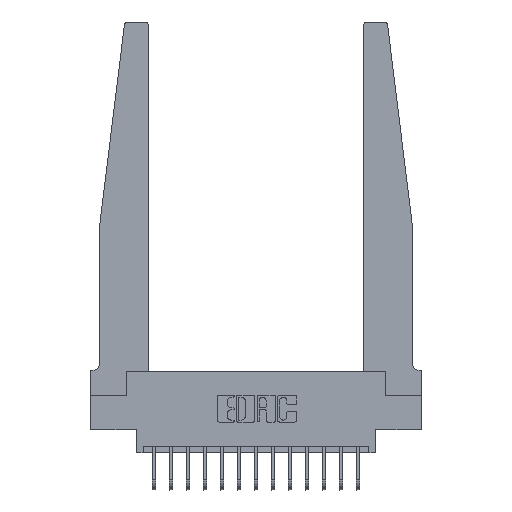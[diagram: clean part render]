
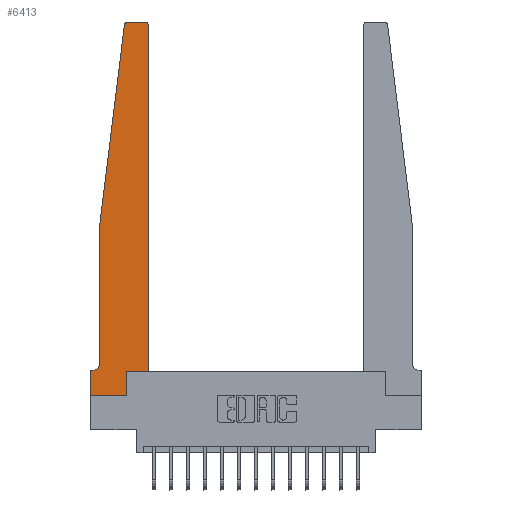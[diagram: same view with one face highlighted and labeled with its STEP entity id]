
A CAD part, top view. The second image highlights one B-rep face of the part: STEP entity #6413.
In plain terms, the highlighted planar face has unit normal (0, 0, 1).
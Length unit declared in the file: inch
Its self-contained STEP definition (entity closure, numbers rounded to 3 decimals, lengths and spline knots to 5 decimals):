
#427 = DIRECTION ( 'NONE',  ( -1., 0., 0. ) ) ;
#513 = CARTESIAN_POINT ( 'NONE',  ( 0.065, 0.1875, 0.37 ) ) ;
#515 = DIRECTION ( 'NONE',  ( 0., 0., 1. ) ) ;
#759 = CARTESIAN_POINT ( 'NONE',  ( 0.065, 1.25, 0.37 ) ) ;
#812 = CARTESIAN_POINT ( 'NONE',  ( 0.2605, 0.18, 0.37 ) ) ;
#879 = CARTESIAN_POINT ( 'NONE',  ( 0.27653, 2.75, 0.37 ) ) ;
#1165 = AXIS2_PLACEMENT_3D ( 'NONE', #4820, #515, #14006 ) ;
#1327 = CARTESIAN_POINT ( 'NONE',  ( 0.425, 0.18, 0.37 ) ) ;
#1476 = DIRECTION ( 'NONE',  ( 0., 0., 1. ) ) ;
#1558 = ORIENTED_EDGE ( 'NONE', *, *, #10888, .T. ) ;
#2055 = CARTESIAN_POINT ( 'NONE',  ( 0.27653, 2.72, 0.37 ) ) ;
#2224 = DIRECTION ( 'NONE',  ( 1., 0., 0. ) ) ;
#2333 = ORIENTED_EDGE ( 'NONE', *, *, #8801, .T. ) ;
#2776 = ORIENTED_EDGE ( 'NONE', *, *, #5880, .T. ) ;
#2811 = VECTOR ( 'NONE', #15845, 39.37008 ) ;
#3141 = CARTESIAN_POINT ( 'NONE',  ( 0.395, 2.75, 0.37 ) ) ;
#3233 = CARTESIAN_POINT ( 'NONE',  ( 0.25, 2.75, 0.37 ) ) ;
#3288 = ORIENTED_EDGE ( 'NONE', *, *, #6577, .T. ) ;
#3469 = CARTESIAN_POINT ( 'NONE',  ( 0.015, 0.1875, 0.37 ) ) ;
#3493 = DIRECTION ( 'NONE',  ( 0., 1., 0. ) ) ;
#4150 = CARTESIAN_POINT ( 'NONE',  ( 0.065, 0.2375, 0.37 ) ) ;
#4277 = DIRECTION ( 'NONE',  ( 0., 1., 0. ) ) ;
#4425 = VECTOR ( 'NONE', #6075, 39.37008 ) ;
#4820 = CARTESIAN_POINT ( 'NONE',  ( 0.395, 2.72, 0.37 ) ) ;
#4971 = CARTESIAN_POINT ( 'NONE',  ( 0., 0., 0.37 ) ) ;
#5014 = ORIENTED_EDGE ( 'NONE', *, *, #6320, .T. ) ;
#5164 = EDGE_CURVE ( 'NONE', #12590, #9938, #6194, .T. ) ;
#5419 = EDGE_CURVE ( 'NONE', #7254, #5494, #11921, .T. ) ;
#5494 = VERTEX_POINT ( 'NONE', #9886 ) ;
#5501 = DIRECTION ( 'NONE',  ( 0., -1., 0. ) ) ;
#5504 = CARTESIAN_POINT ( 'NONE',  ( 0., 0.1875, 0.37 ) ) ;
#5860 = CIRCLE ( 'NONE', #15653, 0.03 ) ;
#5880 = EDGE_CURVE ( 'NONE', #15702, #12590, #12405, .T. ) ;
#6075 = DIRECTION ( 'NONE',  ( -0.122, -0.992, 0. ) ) ;
#6194 = LINE ( 'NONE', #759, #9391 ) ;
#6320 = EDGE_CURVE ( 'NONE', #6700, #15677, #14078, .T. ) ;
#6375 = CARTESIAN_POINT ( 'NONE',  ( 0.425, 2.72, 0.37 ) ) ;
#6413 = ADVANCED_FACE ( 'NONE', ( #9369 ), #12187, .T. ) ;
#6497 = VECTOR ( 'NONE', #13825, 39.37008 ) ;
#6577 = EDGE_CURVE ( 'NONE', #9938, #11529, #10050, .T. ) ;
#6700 = VERTEX_POINT ( 'NONE', #8904 ) ;
#7132 = CARTESIAN_POINT ( 'NONE',  ( 0.2605, 0.18, 0.37 ) ) ;
#7152 = VERTEX_POINT ( 'NONE', #879 ) ;
#7204 = AXIS2_PLACEMENT_3D ( 'NONE', #5504, #1476, #10525 ) ;
#7230 = ORIENTED_EDGE ( 'NONE', *, *, #16790, .T. ) ;
#7254 = VERTEX_POINT ( 'NONE', #8965 ) ;
#7408 = EDGE_CURVE ( 'NONE', #11947, #6700, #14551, .T. ) ;
#7582 = DIRECTION ( 'NONE',  ( 0., -1., 0. ) ) ;
#7805 = VECTOR ( 'NONE', #15960, 39.37008 ) ;
#8058 = EDGE_CURVE ( 'NONE', #7152, #15702, #5860, .T. ) ;
#8801 = EDGE_CURVE ( 'NONE', #11529, #7254, #13587, .T. ) ;
#8904 = CARTESIAN_POINT ( 'NONE',  ( 0.425, 0.18, 0.37 ) ) ;
#8909 = AXIS2_PLACEMENT_3D ( 'NONE', #10315, #14217, #10229 ) ;
#8965 = CARTESIAN_POINT ( 'NONE',  ( 0., 0.1875, 0.37 ) ) ;
#9178 = VERTEX_POINT ( 'NONE', #3141 ) ;
#9369 = FACE_OUTER_BOUND ( 'NONE', #16418, .T. ) ;
#9391 = VECTOR ( 'NONE', #7582, 39.37008 ) ;
#9474 = ORIENTED_EDGE ( 'NONE', *, *, #17205, .T. ) ;
#9613 = EDGE_CURVE ( 'NONE', #5494, #17018, #13117, .T. ) ;
#9886 = CARTESIAN_POINT ( 'NONE',  ( 0., 0., 0.37 ) ) ;
#9938 = VERTEX_POINT ( 'NONE', #4150 ) ;
#10050 = CIRCLE ( 'NONE', #8909, 0.05 ) ;
#10229 = DIRECTION ( 'NONE',  ( -1., 0., 0. ) ) ;
#10315 = CARTESIAN_POINT ( 'NONE',  ( 0.015, 0.2375, 0.37 ) ) ;
#10525 = DIRECTION ( 'NONE',  ( 1., 0., 0. ) ) ;
#10532 = VECTOR ( 'NONE', #5501, 39.37008 ) ;
#10888 = EDGE_CURVE ( 'NONE', #17018, #11947, #15050, .T. ) ;
#11083 = CARTESIAN_POINT ( 'NONE',  ( 0.065, 1.25, 0.37 ) ) ;
#11450 = DIRECTION ( 'NONE',  ( 0., 0., 1. ) ) ;
#11529 = VERTEX_POINT ( 'NONE', #3469 ) ;
#11616 = VECTOR ( 'NONE', #4277, 39.37008 ) ;
#11662 = CARTESIAN_POINT ( 'NONE',  ( 0.065, 1.25, 0.37 ) ) ;
#11921 = LINE ( 'NONE', #12184, #10532 ) ;
#11947 = VERTEX_POINT ( 'NONE', #812 ) ;
#12054 = ORIENTED_EDGE ( 'NONE', *, *, #5164, .T. ) ;
#12184 = CARTESIAN_POINT ( 'NONE',  ( 0., 0., 0.37 ) ) ;
#12187 = PLANE ( 'NONE',  #7204 ) ;
#12405 = LINE ( 'NONE', #11083, #4425 ) ;
#12523 = LINE ( 'NONE', #3233, #6497 ) ;
#12590 = VERTEX_POINT ( 'NONE', #11662 ) ;
#12629 = ORIENTED_EDGE ( 'NONE', *, *, #8058, .T. ) ;
#12932 = CIRCLE ( 'NONE', #1165, 0.03 ) ;
#13117 = LINE ( 'NONE', #4971, #2811 ) ;
#13587 = LINE ( 'NONE', #513, #14850 ) ;
#13604 = ORIENTED_EDGE ( 'NONE', *, *, #5419, .T. ) ;
#13825 = DIRECTION ( 'NONE',  ( -1., 0., 0. ) ) ;
#14006 = DIRECTION ( 'NONE',  ( 1., 0., 0. ) ) ;
#14078 = LINE ( 'NONE', #15503, #16454 ) ;
#14079 = ORIENTED_EDGE ( 'NONE', *, *, #9613, .T. ) ;
#14217 = DIRECTION ( 'NONE',  ( 0., 0., -1. ) ) ;
#14551 = LINE ( 'NONE', #1327, #7805 ) ;
#14695 = CARTESIAN_POINT ( 'NONE',  ( 0.24675, 2.72367, 0.37 ) ) ;
#14850 = VECTOR ( 'NONE', #427, 39.37008 ) ;
#15050 = LINE ( 'NONE', #7132, #11616 ) ;
#15099 = ORIENTED_EDGE ( 'NONE', *, *, #7408, .T. ) ;
#15503 = CARTESIAN_POINT ( 'NONE',  ( 0.425, 0.18, 0.37 ) ) ;
#15653 = AXIS2_PLACEMENT_3D ( 'NONE', #2055, #11450, #2224 ) ;
#15677 = VERTEX_POINT ( 'NONE', #6375 ) ;
#15683 = CARTESIAN_POINT ( 'NONE',  ( 0.2605, 0., 0.37 ) ) ;
#15702 = VERTEX_POINT ( 'NONE', #14695 ) ;
#15845 = DIRECTION ( 'NONE',  ( 1., 0., 0. ) ) ;
#15960 = DIRECTION ( 'NONE',  ( 1., 0., 0. ) ) ;
#16418 = EDGE_LOOP ( 'NONE', ( #9474, #12629, #2776, #12054, #3288, #2333, #13604, #14079, #1558, #15099, #5014, #7230 ) ) ;
#16454 = VECTOR ( 'NONE', #3493, 39.37008 ) ;
#16790 = EDGE_CURVE ( 'NONE', #15677, #9178, #12932, .T. ) ;
#17018 = VERTEX_POINT ( 'NONE', #15683 ) ;
#17205 = EDGE_CURVE ( 'NONE', #9178, #7152, #12523, .T. ) ;
